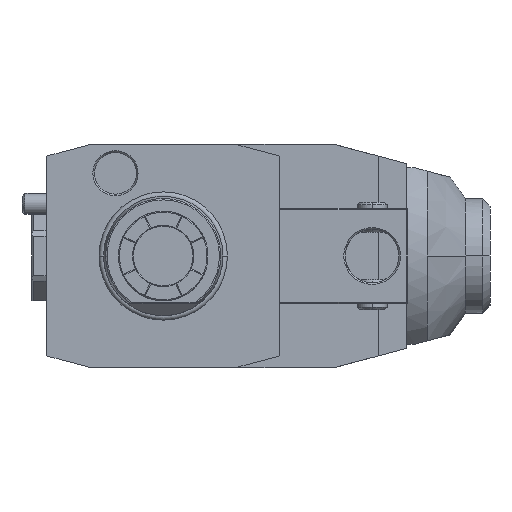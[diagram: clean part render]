
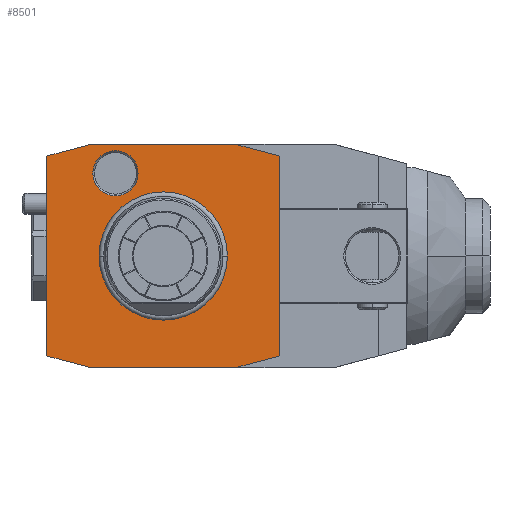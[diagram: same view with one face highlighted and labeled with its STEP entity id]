
A CAD part, front view. The second image highlights one B-rep face of the part: STEP entity #8501.
In plain terms, the highlighted planar face has unit normal (0, -1, 0).
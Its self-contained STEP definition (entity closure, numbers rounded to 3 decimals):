
#1=DIRECTION('',(-1.,0.,0.));
#2=VECTOR('',#1,48.);
#3=CARTESIAN_POINT('',(24.,0.,37.5));
#4=LINE('',#3,#2);
#5=DIRECTION('',(-0.966,0.,0.259));
#6=VECTOR('',#5,15.529);
#7=CARTESIAN_POINT('',(39.,0.,33.481));
#8=LINE('',#7,#6);
#9=DIRECTION('',(0.,0.,1.));
#10=VECTOR('',#9,66.962);
#11=CARTESIAN_POINT('',(39.,0.,-33.481));
#12=LINE('',#11,#10);
#13=DIRECTION('',(0.966,0.,0.259));
#14=VECTOR('',#13,15.529);
#15=CARTESIAN_POINT('',(24.,0.,-37.5));
#16=LINE('',#15,#14);
#17=DIRECTION('',(1.,0.,0.));
#18=VECTOR('',#17,48.);
#19=CARTESIAN_POINT('',(-24.,0.,-37.5));
#20=LINE('',#19,#18);
#21=DIRECTION('',(0.966,0.,-0.259));
#22=VECTOR('',#21,15.529);
#23=CARTESIAN_POINT('',(-39.,0.,-33.481));
#24=LINE('',#23,#22);
#25=DIRECTION('',(0.,0.,-1.));
#26=VECTOR('',#25,66.962);
#27=CARTESIAN_POINT('',(-39.,0.,33.481));
#28=LINE('',#27,#26);
#29=DIRECTION('',(-0.966,0.,-0.259));
#30=VECTOR('',#29,15.529);
#31=CARTESIAN_POINT('',(-24.,0.,37.5));
#32=LINE('',#31,#30);
#33=CARTESIAN_POINT('',(-16.,0.,27.713));
#34=DIRECTION('',(0.,1.,0.));
#35=DIRECTION('',(1.,0.,0.));
#36=AXIS2_PLACEMENT_3D('',#33,#34,#35);
#38=CARTESIAN_POINT('',(-16.,0.,27.713));
#39=DIRECTION('',(0.,1.,0.));
#40=DIRECTION('',(-1.,0.,0.));
#41=AXIS2_PLACEMENT_3D('',#38,#39,#40);
#5299=CARTESIAN_POINT('',(0.,0.,0.));
#5300=DIRECTION('',(0.,-1.,0.));
#5301=DIRECTION('',(1.,0.,0.));
#5302=AXIS2_PLACEMENT_3D('',#5299,#5300,#5301);
#5304=CARTESIAN_POINT('',(0.,0.,0.));
#5305=DIRECTION('',(0.,-1.,0.));
#5306=DIRECTION('',(-1.,0.,0.));
#5307=AXIS2_PLACEMENT_3D('',#5304,#5305,#5306);
#7500=CARTESIAN_POINT('',(-8.423,0.,27.713));
#7501=CARTESIAN_POINT('',(-23.577,0.,27.713));
#7502=VERTEX_POINT('',#7500);
#7503=VERTEX_POINT('',#7501);
#8228=CARTESIAN_POINT('',(24.,0.,37.5));
#8229=CARTESIAN_POINT('',(-24.,0.,37.5));
#8230=VERTEX_POINT('',#8228);
#8231=VERTEX_POINT('',#8229);
#8232=CARTESIAN_POINT('',(-39.,0.,33.481));
#8233=VERTEX_POINT('',#8232);
#8234=CARTESIAN_POINT('',(-39.,0.,-33.481));
#8235=VERTEX_POINT('',#8234);
#8236=CARTESIAN_POINT('',(-24.,0.,-37.5));
#8237=VERTEX_POINT('',#8236);
#8238=CARTESIAN_POINT('',(24.,0.,-37.5));
#8239=VERTEX_POINT('',#8238);
#8240=CARTESIAN_POINT('',(39.,0.,-33.481));
#8241=VERTEX_POINT('',#8240);
#8242=CARTESIAN_POINT('',(39.,0.,33.481));
#8243=VERTEX_POINT('',#8242);
#8336=CARTESIAN_POINT('',(21.137,0.,0.));
#8337=CARTESIAN_POINT('',(-21.137,0.,0.));
#8338=VERTEX_POINT('',#8336);
#8339=VERTEX_POINT('',#8337);
#8466=CARTESIAN_POINT('',(0.,0.,0.));
#8467=DIRECTION('',(0.,-1.,0.));
#8468=DIRECTION('',(-1.,0.,0.));
#8469=AXIS2_PLACEMENT_3D('',#8466,#8467,#8468);
#8470=PLANE('',#8469);
#8472=ORIENTED_EDGE('',*,*,#8471,.F.);
#8474=ORIENTED_EDGE('',*,*,#8473,.F.);
#8476=ORIENTED_EDGE('',*,*,#8475,.F.);
#8478=ORIENTED_EDGE('',*,*,#8477,.F.);
#8480=ORIENTED_EDGE('',*,*,#8479,.F.);
#8482=ORIENTED_EDGE('',*,*,#8481,.F.);
#8484=ORIENTED_EDGE('',*,*,#8483,.F.);
#8486=ORIENTED_EDGE('',*,*,#8485,.F.);
#8487=EDGE_LOOP('',(#8472,#8474,#8476,#8478,#8480,#8482,#8484,#8486));
#8488=FACE_OUTER_BOUND('',#8487,.F.);
#8490=ORIENTED_EDGE('',*,*,#8489,.T.);
#8492=ORIENTED_EDGE('',*,*,#8491,.T.);
#8493=EDGE_LOOP('',(#8490,#8492));
#8494=FACE_BOUND('',#8493,.F.);
#8496=ORIENTED_EDGE('',*,*,#8495,.F.);
#8498=ORIENTED_EDGE('',*,*,#8497,.F.);
#8499=EDGE_LOOP('',(#8496,#8498));
#8500=FACE_BOUND('',#8499,.F.);
#37=CIRCLE('',#36,7.577);
#42=CIRCLE('',#41,7.577);
#5303=CIRCLE('',#5302,21.137);
#5308=CIRCLE('',#5307,21.137);
#8471=EDGE_CURVE('',#8230,#8231,#4,.T.);
#8473=EDGE_CURVE('',#8243,#8230,#8,.T.);
#8475=EDGE_CURVE('',#8241,#8243,#12,.T.);
#8477=EDGE_CURVE('',#8239,#8241,#16,.T.);
#8479=EDGE_CURVE('',#8237,#8239,#20,.T.);
#8481=EDGE_CURVE('',#8235,#8237,#24,.T.);
#8483=EDGE_CURVE('',#8233,#8235,#28,.T.);
#8485=EDGE_CURVE('',#8231,#8233,#32,.T.);
#8489=EDGE_CURVE('',#8338,#8339,#5303,.T.);
#8491=EDGE_CURVE('',#8339,#8338,#5308,.T.);
#8495=EDGE_CURVE('',#7502,#7503,#37,.T.);
#8497=EDGE_CURVE('',#7503,#7502,#42,.T.);
#8501=ADVANCED_FACE('',(#8488,#8494,#8500),#8470,.T.);
